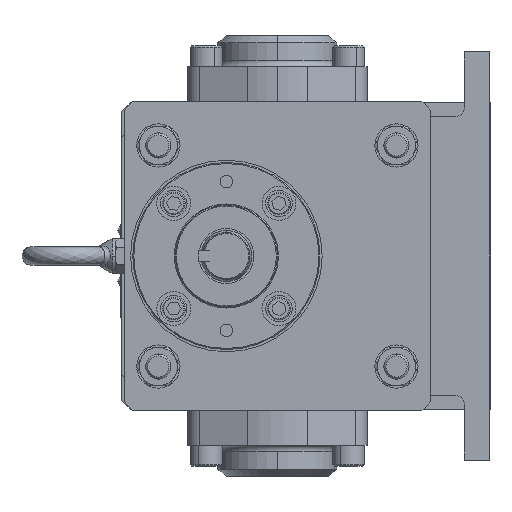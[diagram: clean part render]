
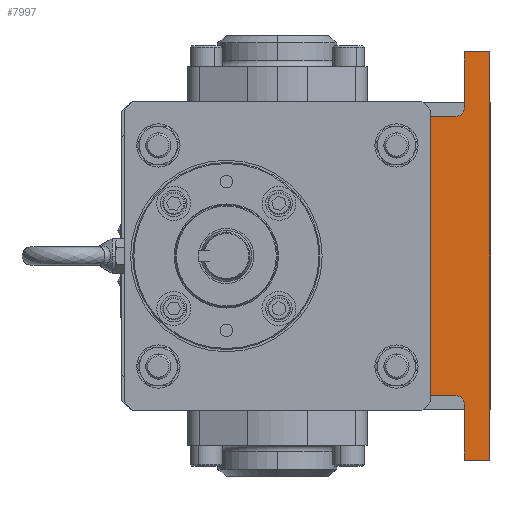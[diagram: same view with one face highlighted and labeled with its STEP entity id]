
A CAD part, left-side view. The second image highlights one B-rep face of the part: STEP entity #7997.
In plain terms, the highlighted planar face has unit normal (-1, 0, 0).
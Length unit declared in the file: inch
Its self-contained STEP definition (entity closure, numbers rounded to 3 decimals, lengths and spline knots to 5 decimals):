
#2572 = CIRCLE ( 'NONE', #101305, 0.25 ) ;
#3366 = CARTESIAN_POINT ( 'NONE',  ( -2.016, -5.46, -6. ) ) ;
#4251 = CARTESIAN_POINT ( 'NONE',  ( -2.016, -4.46, -4.11 ) ) ;
#4699 = ORIENTED_EDGE ( 'NONE', *, *, #52285, .F. ) ;
#5678 = VECTOR ( 'NONE', #77546, 39.37008 ) ;
#6305 = DIRECTION ( 'NONE',  ( 0., 1., 0. ) ) ;
#7706 = PLANE ( 'NONE',  #8100 ) ;
#7997 = ADVANCED_FACE ( 'NONE', ( #102050 ), #7706, .F. ) ;
#8100 = AXIS2_PLACEMENT_3D ( 'NONE', #8909, #71970, #107572 ) ;
#8909 = CARTESIAN_POINT ( 'NONE',  ( -2.016, -4.46, 0. ) ) ;
#12782 = VERTEX_POINT ( 'NONE', #34052 ) ;
#13301 = DIRECTION ( 'NONE',  ( 0., 0., 1. ) ) ;
#14267 = ORIENTED_EDGE ( 'NONE', *, *, #103582, .F. ) ;
#14476 = CARTESIAN_POINT ( 'NONE',  ( -2.016, -4.46, 4.11 ) ) ;
#15116 = VERTEX_POINT ( 'NONE', #98326 ) ;
#16135 = ORIENTED_EDGE ( 'NONE', *, *, #48506, .F. ) ;
#16398 = DIRECTION ( 'NONE',  ( 0., 0., -1. ) ) ;
#18576 = ORIENTED_EDGE ( 'NONE', *, *, #100029, .F. ) ;
#23213 = CARTESIAN_POINT ( 'NONE',  ( -2.016, -4.46, -4.11 ) ) ;
#23806 = VECTOR ( 'NONE', #6305, 39.37008 ) ;
#24021 = DIRECTION ( 'NONE',  ( 0., 0., -1. ) ) ;
#25936 = VECTOR ( 'NONE', #70102, 39.37008 ) ;
#28485 = VERTEX_POINT ( 'NONE', #31156 ) ;
#30148 = ORIENTED_EDGE ( 'NONE', *, *, #69958, .F. ) ;
#31156 = CARTESIAN_POINT ( 'NONE',  ( -2.016, -5.46, 4.36 ) ) ;
#32782 = CARTESIAN_POINT ( 'NONE',  ( -2.016, -5.21, -4.11 ) ) ;
#34052 = CARTESIAN_POINT ( 'NONE',  ( -2.016, -5.46, 6. ) ) ;
#38338 = CARTESIAN_POINT ( 'NONE',  ( -2.016, -5.21, -4.36 ) ) ;
#43962 = ORIENTED_EDGE ( 'NONE', *, *, #72916, .F. ) ;
#44386 = EDGE_CURVE ( 'NONE', #109030, #77160, #81188, .T. ) ;
#44872 = ORIENTED_EDGE ( 'NONE', *, *, #58145, .T. ) ;
#46264 = DIRECTION ( 'NONE',  ( 1., 0., 0. ) ) ;
#47017 = VERTEX_POINT ( 'NONE', #100169 ) ;
#47739 = LINE ( 'NONE', #105799, #23806 ) ;
#48489 = CARTESIAN_POINT ( 'NONE',  ( -2.016, -5.46, 6. ) ) ;
#48506 = EDGE_CURVE ( 'NONE', #47017, #75494, #114417, .T. ) ;
#50587 = VECTOR ( 'NONE', #13301, 39.37008 ) ;
#51202 = LINE ( 'NONE', #97010, #25936 ) ;
#52285 = EDGE_CURVE ( 'NONE', #103849, #15116, #57616, .T. ) ;
#53798 = EDGE_LOOP ( 'NONE', ( #43962, #61900, #44872, #16135, #30148, #14267, #84689, #4699, #18576, #60917 ) ) ;
#57428 = CARTESIAN_POINT ( 'NONE',  ( -2.016, -5.46, -4.11 ) ) ;
#57616 = LINE ( 'NONE', #57428, #50587 ) ;
#58145 = EDGE_CURVE ( 'NONE', #28485, #75494, #115970, .T. ) ;
#58626 = AXIS2_PLACEMENT_3D ( 'NONE', #116202, #107500, #16398 ) ;
#60917 = ORIENTED_EDGE ( 'NONE', *, *, #44386, .F. ) ;
#61900 = ORIENTED_EDGE ( 'NONE', *, *, #85398, .F. ) ;
#65151 = VERTEX_POINT ( 'NONE', #32782 ) ;
#67957 = VECTOR ( 'NONE', #99059, 39.37008 ) ;
#68592 = VECTOR ( 'NONE', #87458, 39.37008 ) ;
#69136 = CARTESIAN_POINT ( 'NONE',  ( -2.016, -6.21, -6. ) ) ;
#69958 = EDGE_CURVE ( 'NONE', #100397, #47017, #79896, .T. ) ;
#70102 = DIRECTION ( 'NONE',  ( 0., 1., 0. ) ) ;
#71970 = DIRECTION ( 'NONE',  ( 1., 0., 0. ) ) ;
#72493 = CARTESIAN_POINT ( 'NONE',  ( -2.016, -5.46, 4.11 ) ) ;
#72916 = EDGE_CURVE ( 'NONE', #12782, #109030, #76277, .T. ) ;
#75494 = VERTEX_POINT ( 'NONE', #91772 ) ;
#75508 = VECTOR ( 'NONE', #24021, 39.37008 ) ;
#76277 = LINE ( 'NONE', #48489, #115871 ) ;
#77160 = VERTEX_POINT ( 'NONE', #69136 ) ;
#77546 = DIRECTION ( 'NONE',  ( 0., -1., 0. ) ) ;
#79896 = LINE ( 'NONE', #23213, #68592 ) ;
#81188 = LINE ( 'NONE', #87119, #75508 ) ;
#84689 = ORIENTED_EDGE ( 'NONE', *, *, #93697, .T. ) ;
#85398 = EDGE_CURVE ( 'NONE', #28485, #12782, #106170, .T. ) ;
#87119 = CARTESIAN_POINT ( 'NONE',  ( -2.016, -6.21, 6. ) ) ;
#87458 = DIRECTION ( 'NONE',  ( 0., 0., 1. ) ) ;
#89991 = CARTESIAN_POINT ( 'NONE',  ( -2.016, -6.21, 6. ) ) ;
#91678 = DIRECTION ( 'NONE',  ( 0., 0., -1. ) ) ;
#91772 = CARTESIAN_POINT ( 'NONE',  ( -2.016, -5.21, 4.11 ) ) ;
#93697 = EDGE_CURVE ( 'NONE', #65151, #15116, #2572, .T. ) ;
#97010 = CARTESIAN_POINT ( 'NONE',  ( -2.016, -4.46, -4.11 ) ) ;
#98326 = CARTESIAN_POINT ( 'NONE',  ( -2.016, -5.46, -4.36 ) ) ;
#99059 = DIRECTION ( 'NONE',  ( 0., 0., 1. ) ) ;
#100029 = EDGE_CURVE ( 'NONE', #77160, #103849, #47739, .T. ) ;
#100169 = CARTESIAN_POINT ( 'NONE',  ( -2.016, -4.46, 4.11 ) ) ;
#100397 = VERTEX_POINT ( 'NONE', #4251 ) ;
#101092 = DIRECTION ( 'NONE',  ( 0., -1., 0. ) ) ;
#101305 = AXIS2_PLACEMENT_3D ( 'NONE', #38338, #46264, #91678 ) ;
#102050 = FACE_OUTER_BOUND ( 'NONE', #53798, .T. ) ;
#103582 = EDGE_CURVE ( 'NONE', #65151, #100397, #51202, .T. ) ;
#103849 = VERTEX_POINT ( 'NONE', #3366 ) ;
#105799 = CARTESIAN_POINT ( 'NONE',  ( -2.016, -6.21, -6. ) ) ;
#106170 = LINE ( 'NONE', #72493, #67957 ) ;
#107500 = DIRECTION ( 'NONE',  ( 1., 0., 0. ) ) ;
#107572 = DIRECTION ( 'NONE',  ( 0., 1., 0. ) ) ;
#109030 = VERTEX_POINT ( 'NONE', #89991 ) ;
#114417 = LINE ( 'NONE', #14476, #5678 ) ;
#115871 = VECTOR ( 'NONE', #101092, 39.37008 ) ;
#115970 = CIRCLE ( 'NONE', #58626, 0.25 ) ;
#116202 = CARTESIAN_POINT ( 'NONE',  ( -2.016, -5.21, 4.36 ) ) ;
